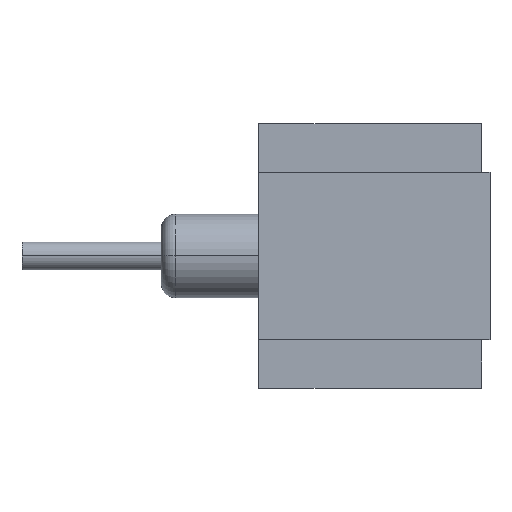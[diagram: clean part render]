
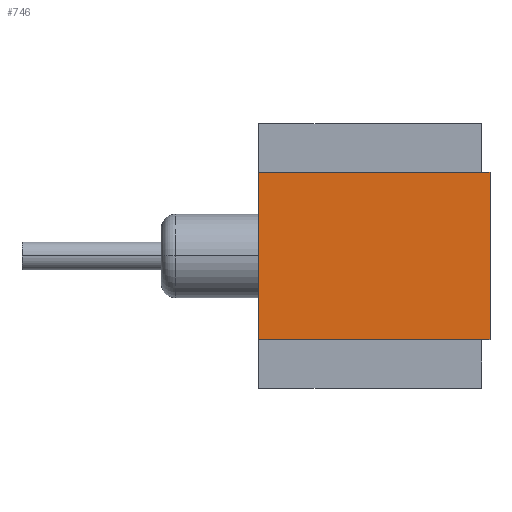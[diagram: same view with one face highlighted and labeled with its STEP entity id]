
A CAD part, top view. The second image highlights one B-rep face of the part: STEP entity #746.
In plain terms, the highlighted planar face has unit normal (0, 0, 1).
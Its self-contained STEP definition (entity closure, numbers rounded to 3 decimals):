
#38 = ORIENTED_EDGE ( 'NONE', *, *, #610, .F. ) ;
#161 = EDGE_CURVE ( 'NONE', #347, #883, #1194, .T. ) ;
#171 = AXIS2_PLACEMENT_3D ( 'NONE', #1181, #810, #549 ) ;
#271 = CARTESIAN_POINT ( 'NONE',  ( -8., -6., 3.6 ) ) ;
#300 = ORIENTED_EDGE ( 'NONE', *, *, #1000, .T. ) ;
#318 = LINE ( 'NONE', #1056, #632 ) ;
#320 = VECTOR ( 'NONE', #862, 1000. ) ;
#347 = VERTEX_POINT ( 'NONE', #531 ) ;
#355 = PLANE ( 'NONE',  #171 ) ;
#392 = FACE_OUTER_BOUND ( 'NONE', #644, .T. ) ;
#410 = LINE ( 'NONE', #963, #1141 ) ;
#411 = CARTESIAN_POINT ( 'NONE',  ( 8., -6., 3.6 ) ) ;
#455 = VECTOR ( 'NONE', #603, 1000. ) ;
#510 = ORIENTED_EDGE ( 'NONE', *, *, #161, .F. ) ;
#531 = CARTESIAN_POINT ( 'NONE',  ( 8.6, -6., 3.6 ) ) ;
#549 = DIRECTION ( 'NONE',  ( -1., 0., 0. ) ) ;
#603 = DIRECTION ( 'NONE',  ( 0., 1., 0. ) ) ;
#610 = EDGE_CURVE ( 'NONE', #883, #660, #1156, .T. ) ;
#632 = VECTOR ( 'NONE', #1040, 1000. ) ;
#644 = EDGE_LOOP ( 'NONE', ( #300, #38, #510, #706 ) ) ;
#660 = VERTEX_POINT ( 'NONE', #1144 ) ;
#706 = ORIENTED_EDGE ( 'NONE', *, *, #1142, .T. ) ;
#746 = ADVANCED_FACE ( 'NONE', ( #392 ), #355, .F. ) ;
#770 = DIRECTION ( 'NONE',  ( 0., 1., 0. ) ) ;
#790 = VERTEX_POINT ( 'NONE', #798 ) ;
#798 = CARTESIAN_POINT ( 'NONE',  ( 8.6, 6., 3.6 ) ) ;
#810 = DIRECTION ( 'NONE',  ( 0., 0., -1. ) ) ;
#862 = DIRECTION ( 'NONE',  ( -1., 0., 0. ) ) ;
#883 = VERTEX_POINT ( 'NONE', #271 ) ;
#963 = CARTESIAN_POINT ( 'NONE',  ( 8.6, -6., 3.6 ) ) ;
#977 = CARTESIAN_POINT ( 'NONE',  ( -8., -6., 3.6 ) ) ;
#1000 = EDGE_CURVE ( 'NONE', #790, #660, #318, .T. ) ;
#1040 = DIRECTION ( 'NONE',  ( -1., 0., 0. ) ) ;
#1056 = CARTESIAN_POINT ( 'NONE',  ( 8., 6., 3.6 ) ) ;
#1141 = VECTOR ( 'NONE', #770, 1000. ) ;
#1142 = EDGE_CURVE ( 'NONE', #347, #790, #410, .T. ) ;
#1144 = CARTESIAN_POINT ( 'NONE',  ( -8., 6., 3.6 ) ) ;
#1156 = LINE ( 'NONE', #977, #455 ) ;
#1181 = CARTESIAN_POINT ( 'NONE',  ( 8., -6., 3.6 ) ) ;
#1194 = LINE ( 'NONE', #411, #320 ) ;
